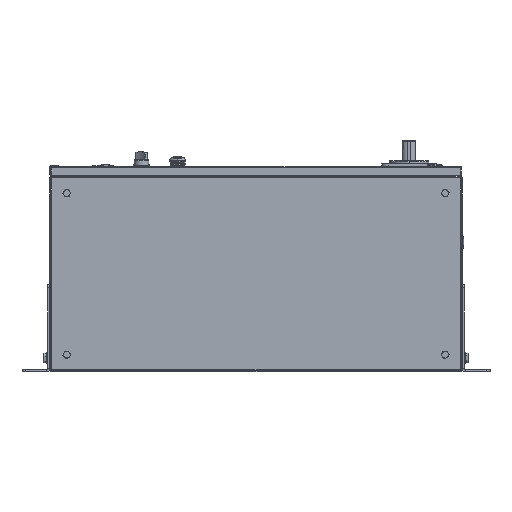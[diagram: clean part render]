
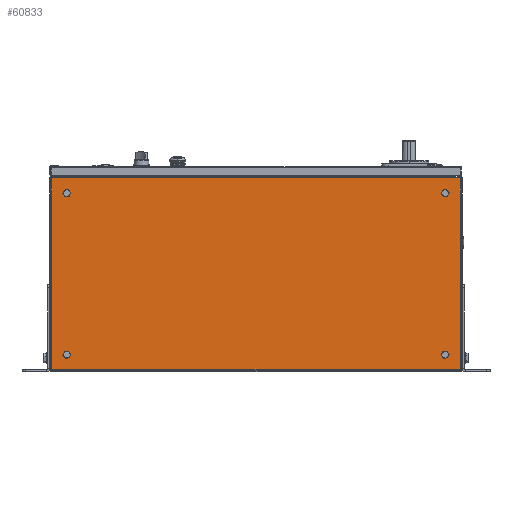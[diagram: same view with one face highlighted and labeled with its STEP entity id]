
A CAD part, front view. The second image highlights one B-rep face of the part: STEP entity #60833.
In plain terms, the highlighted planar face has unit normal (0, -1, 0).
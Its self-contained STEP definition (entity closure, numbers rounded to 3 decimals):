
#18 = VERTEX_POINT ( 'NONE', #44808 ) ;
#49 = CIRCLE ( 'NONE', #35530, 5.25 ) ;
#733 = CIRCLE ( 'NONE', #7886, 5.25 ) ;
#1730 = ORIENTED_EDGE ( 'NONE', *, *, #54382, .T. ) ;
#2439 = DIRECTION ( 'NONE',  ( 0., 0., 1. ) ) ;
#3217 = VERTEX_POINT ( 'NONE', #35504 ) ;
#4139 = VECTOR ( 'NONE', #68479, 1000. ) ;
#4306 = DIRECTION ( 'NONE',  ( 0., 0., -1. ) ) ;
#4734 = EDGE_LOOP ( 'NONE', ( #70196, #20215 ) ) ;
#4945 = VERTEX_POINT ( 'NONE', #41826 ) ;
#5338 = DIRECTION ( 'NONE',  ( 0., 0., 1. ) ) ;
#6135 = EDGE_CURVE ( 'NONE', #22326, #71525, #26952, .T. ) ;
#6288 = FACE_BOUND ( 'NONE', #4734, .T. ) ;
#6342 = CARTESIAN_POINT ( 'NONE',  ( 360640.717, -417706.13, 215497.934 ) ) ;
#7886 = AXIS2_PLACEMENT_3D ( 'NONE', #12381, #57510, #22428 ) ;
#9263 = ORIENTED_EDGE ( 'NONE', *, *, #15056, .T. ) ;
#9282 = VERTEX_POINT ( 'NONE', #12945 ) ;
#9301 = AXIS2_PLACEMENT_3D ( 'NONE', #56688, #62660, #10852 ) ;
#9482 = CARTESIAN_POINT ( 'NONE',  ( 360635.717, -417706.13, 215154.934 ) ) ;
#9872 = VECTOR ( 'NONE', #54748, 1000. ) ;
#10355 = AXIS2_PLACEMENT_3D ( 'NONE', #24986, #65005, #24590 ) ;
#10388 = DIRECTION ( 'NONE',  ( 0., 0., 1. ) ) ;
#10852 = DIRECTION ( 'NONE',  ( 0., 0., 1. ) ) ;
#10918 = EDGE_CURVE ( 'NONE', #4945, #48693, #14904, .T. ) ;
#12381 = CARTESIAN_POINT ( 'NONE',  ( 359901.717, -417706.13, 215154.934 ) ) ;
#12879 = LINE ( 'NONE', #57653, #4139 ) ;
#12921 = EDGE_LOOP ( 'NONE', ( #40396, #31555 ) ) ;
#12945 = CARTESIAN_POINT ( 'NONE',  ( 359901.717, -417706.13, 215473.684 ) ) ;
#13117 = CARTESIAN_POINT ( 'NONE',  ( 359901.717, -417706.13, 215468.434 ) ) ;
#13343 = EDGE_CURVE ( 'NONE', #19693, #18, #33288, .T. ) ;
#13469 = CARTESIAN_POINT ( 'NONE',  ( 360665.717, -417706.13, 215497.934 ) ) ;
#13985 = EDGE_CURVE ( 'NONE', #48593, #35529, #55836, .T. ) ;
#14158 = LINE ( 'NONE', #69367, #61639 ) ;
#14658 = EDGE_CURVE ( 'NONE', #48693, #4945, #49059, .T. ) ;
#14904 = CIRCLE ( 'NONE', #37294, 5.25 ) ;
#15056 = EDGE_CURVE ( 'NONE', #35529, #33874, #29447, .T. ) ;
#16114 = DIRECTION ( 'NONE',  ( 0., -1., 0. ) ) ;
#16379 = DIRECTION ( 'NONE',  ( 0., -1., 0. ) ) ;
#16688 = FACE_OUTER_BOUND ( 'NONE', #35132, .T. ) ;
#17173 = EDGE_LOOP ( 'NONE', ( #70422, #50293 ) ) ;
#17394 = DIRECTION ( 'NONE',  ( 0., 0., -1. ) ) ;
#17520 = ORIENTED_EDGE ( 'NONE', *, *, #18852, .T. ) ;
#18852 = EDGE_CURVE ( 'NONE', #60185, #3217, #14158, .T. ) ;
#19693 = VERTEX_POINT ( 'NONE', #31383 ) ;
#20215 = ORIENTED_EDGE ( 'NONE', *, *, #28494, .F. ) ;
#22326 = VERTEX_POINT ( 'NONE', #35507 ) ;
#22428 = DIRECTION ( 'NONE',  ( 0., 0., 1. ) ) ;
#22622 = FACE_BOUND ( 'NONE', #17173, .T. ) ;
#24160 = EDGE_CURVE ( 'NONE', #68826, #9282, #49, .T. ) ;
#24590 = DIRECTION ( 'NONE',  ( 0., 0., 1. ) ) ;
#24933 = DIRECTION ( 'NONE',  ( -1., 0., 0. ) ) ;
#24986 = CARTESIAN_POINT ( 'NONE',  ( 359901.717, -417706.13, 215468.434 ) ) ;
#25711 = DIRECTION ( 'NONE',  ( 0., 0., 1. ) ) ;
#26952 = CIRCLE ( 'NONE', #9301, 5.25 ) ;
#26977 = VECTOR ( 'NONE', #4306, 1000. ) ;
#27993 = AXIS2_PLACEMENT_3D ( 'NONE', #9482, #16379, #25711 ) ;
#28494 = EDGE_CURVE ( 'NONE', #71525, #22326, #733, .T. ) ;
#29447 = LINE ( 'NONE', #46495, #45637 ) ;
#29833 = EDGE_CURVE ( 'NONE', #18, #19693, #73023, .T. ) ;
#30754 = VECTOR ( 'NONE', #24933, 1000. ) ;
#31145 = ORIENTED_EDGE ( 'NONE', *, *, #69077, .T. ) ;
#31383 = CARTESIAN_POINT ( 'NONE',  ( 360635.717, -417706.13, 215149.684 ) ) ;
#31536 = DIRECTION ( 'NONE',  ( 0., -1., 0. ) ) ;
#31555 = ORIENTED_EDGE ( 'NONE', *, *, #13343, .F. ) ;
#31683 = CARTESIAN_POINT ( 'NONE',  ( 359896.717, -417706.13, 215497.934 ) ) ;
#33288 = CIRCLE ( 'NONE', #52134, 5.25 ) ;
#33434 = EDGE_CURVE ( 'NONE', #9282, #68826, #49276, .T. ) ;
#33874 = VERTEX_POINT ( 'NONE', #71123 ) ;
#35132 = EDGE_LOOP ( 'NONE', ( #1730, #44674, #9263, #72918, #31145, #17520 ) ) ;
#35504 = CARTESIAN_POINT ( 'NONE',  ( 359872.217, -417706.13, 215497.934 ) ) ;
#35507 = CARTESIAN_POINT ( 'NONE',  ( 359901.717, -417706.13, 215160.184 ) ) ;
#35529 = VERTEX_POINT ( 'NONE', #36856 ) ;
#35530 = AXIS2_PLACEMENT_3D ( 'NONE', #13117, #36016, #69069 ) ;
#36016 = DIRECTION ( 'NONE',  ( 0., -1., 0. ) ) ;
#36856 = CARTESIAN_POINT ( 'NONE',  ( 360665.217, -417706.13, 215125.434 ) ) ;
#37294 = AXIS2_PLACEMENT_3D ( 'NONE', #62039, #16114, #5338 ) ;
#37637 = CARTESIAN_POINT ( 'NONE',  ( 359871.788, -417706.13, 215125.434 ) ) ;
#40396 = ORIENTED_EDGE ( 'NONE', *, *, #29833, .F. ) ;
#41066 = CARTESIAN_POINT ( 'NONE',  ( 360635.717, -417706.13, 215473.684 ) ) ;
#41826 = CARTESIAN_POINT ( 'NONE',  ( 360635.717, -417706.13, 215463.184 ) ) ;
#42228 = DIRECTION ( 'NONE',  ( -1., 0., 0. ) ) ;
#42570 = ORIENTED_EDGE ( 'NONE', *, *, #24160, .F. ) ;
#44674 = ORIENTED_EDGE ( 'NONE', *, *, #13985, .T. ) ;
#44808 = CARTESIAN_POINT ( 'NONE',  ( 360635.717, -417706.13, 215160.184 ) ) ;
#44968 = EDGE_CURVE ( 'NONE', #33874, #45464, #58963, .T. ) ;
#45158 = FACE_BOUND ( 'NONE', #47623, .T. ) ;
#45464 = VERTEX_POINT ( 'NONE', #6342 ) ;
#45637 = VECTOR ( 'NONE', #2439, 1000. ) ;
#46495 = CARTESIAN_POINT ( 'NONE',  ( 360665.217, -417706.13, 215125.004 ) ) ;
#47623 = EDGE_LOOP ( 'NONE', ( #56205, #42570 ) ) ;
#48593 = VERTEX_POINT ( 'NONE', #63392 ) ;
#48693 = VERTEX_POINT ( 'NONE', #41066 ) ;
#49059 = CIRCLE ( 'NONE', #52631, 5.25 ) ;
#49276 = CIRCLE ( 'NONE', #10355, 5.25 ) ;
#49530 = AXIS2_PLACEMENT_3D ( 'NONE', #55941, #57007, #17394 ) ;
#50293 = ORIENTED_EDGE ( 'NONE', *, *, #10918, .F. ) ;
#52134 = AXIS2_PLACEMENT_3D ( 'NONE', #55528, #66701, #10388 ) ;
#52631 = AXIS2_PLACEMENT_3D ( 'NONE', #55258, #31536, #54920 ) ;
#54382 = EDGE_CURVE ( 'NONE', #3217, #48593, #72152, .T. ) ;
#54748 = DIRECTION ( 'NONE',  ( 1., 0., 0. ) ) ;
#54920 = DIRECTION ( 'NONE',  ( 0., 0., 1. ) ) ;
#55258 = CARTESIAN_POINT ( 'NONE',  ( 360635.717, -417706.13, 215468.434 ) ) ;
#55528 = CARTESIAN_POINT ( 'NONE',  ( 360635.717, -417706.13, 215154.934 ) ) ;
#55836 = LINE ( 'NONE', #37637, #9872 ) ;
#55941 = CARTESIAN_POINT ( 'NONE',  ( 360268.717, -417706.13, 215311.434 ) ) ;
#56205 = ORIENTED_EDGE ( 'NONE', *, *, #33434, .F. ) ;
#56688 = CARTESIAN_POINT ( 'NONE',  ( 359901.717, -417706.13, 215154.934 ) ) ;
#57007 = DIRECTION ( 'NONE',  ( 0., 1., 0. ) ) ;
#57510 = DIRECTION ( 'NONE',  ( 0., -1., 0. ) ) ;
#57653 = CARTESIAN_POINT ( 'NONE',  ( 360640.717, -417706.13, 215497.934 ) ) ;
#58963 = LINE ( 'NONE', #13469, #30754 ) ;
#60185 = VERTEX_POINT ( 'NONE', #31683 ) ;
#60653 = CARTESIAN_POINT ( 'NONE',  ( 359872.217, -417706.13, 215497.934 ) ) ;
#60833 = ADVANCED_FACE ( 'NONE', ( #68535, #22622, #45158, #6288, #16688 ), #62600, .F. ) ;
#61639 = VECTOR ( 'NONE', #42228, 1000. ) ;
#62039 = CARTESIAN_POINT ( 'NONE',  ( 360635.717, -417706.13, 215468.434 ) ) ;
#62600 = PLANE ( 'NONE',  #49530 ) ;
#62660 = DIRECTION ( 'NONE',  ( 0., -1., 0. ) ) ;
#63374 = CARTESIAN_POINT ( 'NONE',  ( 359901.717, -417706.13, 215463.184 ) ) ;
#63392 = CARTESIAN_POINT ( 'NONE',  ( 359872.217, -417706.13, 215125.434 ) ) ;
#65005 = DIRECTION ( 'NONE',  ( 0., -1., 0. ) ) ;
#66701 = DIRECTION ( 'NONE',  ( 0., -1., 0. ) ) ;
#68479 = DIRECTION ( 'NONE',  ( -1., 0., 0. ) ) ;
#68535 = FACE_BOUND ( 'NONE', #12921, .T. ) ;
#68826 = VERTEX_POINT ( 'NONE', #63374 ) ;
#69069 = DIRECTION ( 'NONE',  ( 0., 0., 1. ) ) ;
#69077 = EDGE_CURVE ( 'NONE', #45464, #60185, #12879, .T. ) ;
#69367 = CARTESIAN_POINT ( 'NONE',  ( 360665.717, -417706.13, 215497.934 ) ) ;
#70196 = ORIENTED_EDGE ( 'NONE', *, *, #6135, .F. ) ;
#70422 = ORIENTED_EDGE ( 'NONE', *, *, #14658, .F. ) ;
#71123 = CARTESIAN_POINT ( 'NONE',  ( 360665.217, -417706.13, 215497.934 ) ) ;
#71525 = VERTEX_POINT ( 'NONE', #73145 ) ;
#72152 = LINE ( 'NONE', #60653, #26977 ) ;
#72918 = ORIENTED_EDGE ( 'NONE', *, *, #44968, .T. ) ;
#73023 = CIRCLE ( 'NONE', #27993, 5.25 ) ;
#73145 = CARTESIAN_POINT ( 'NONE',  ( 359901.717, -417706.13, 215149.684 ) ) ;
